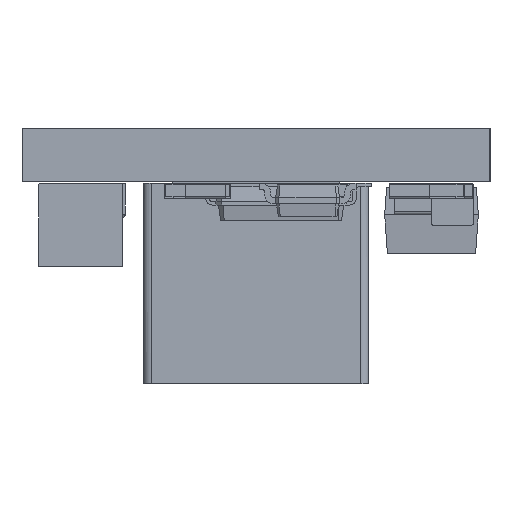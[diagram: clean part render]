
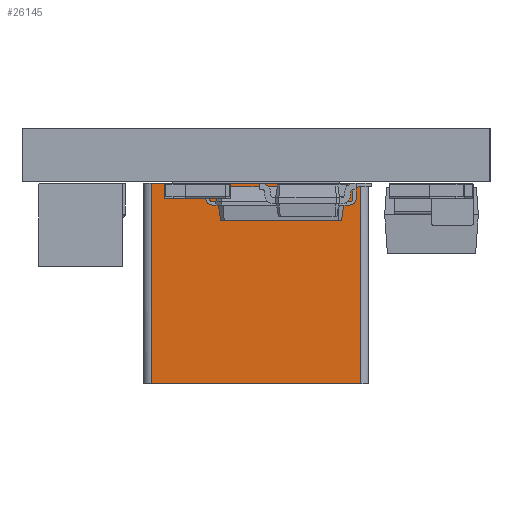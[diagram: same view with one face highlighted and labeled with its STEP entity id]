
A CAD part, left-side view. The second image highlights one B-rep face of the part: STEP entity #26145.
In plain terms, the highlighted free-form (B-spline) face has degree [1, 1] with [2, 2] control points.
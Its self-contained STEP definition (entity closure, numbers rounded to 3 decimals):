
#22669 = B_SPLINE_SURFACE_WITH_KNOTS('',1,1,(
    (#22670,#22671)
    ,(#22672,#22673
    )),.UNSPECIFIED.,.F.,.F.,.F.,(2,2),(2,2),(-6.76,0.),(-6.56,0.),
  .PIECEWISE_BEZIER_KNOTS.);
#22670 = CARTESIAN_POINT('',(-3.28,6.,-3.38));
#22671 = CARTESIAN_POINT('',(3.28,6.,-3.38));
#22672 = CARTESIAN_POINT('',(-3.28,6.,3.38));
#22673 = CARTESIAN_POINT('',(3.28,6.,3.38));
#24023 = VERTEX_POINT('',#24024);
#24024 = CARTESIAN_POINT('',(-3.28,6.,-3.13));
#24038 = ( BOUNDED_SURFACE() B_SPLINE_SURFACE(2,1,(
    (#24039,#24040)
    ,(#24041,#24042)
    ,(#24043,#24044
)),.UNSPECIFIED.,.F.,.F.,.F.) B_SPLINE_SURFACE_WITH_KNOTS((3,3),(2,2),(
    4.712,6.283),(0.,6.),.PIECEWISE_BEZIER_KNOTS.) 
GEOMETRIC_REPRESENTATION_ITEM() RATIONAL_B_SPLINE_SURFACE((
    (1.,1.)
    ,(0.707,0.707)
,(1.,1.))) REPRESENTATION_ITEM('') SURFACE() );
#24039 = CARTESIAN_POINT('',(-3.28,6.,-3.13));
#24040 = CARTESIAN_POINT('',(-3.28,0.,-3.13));
#24041 = CARTESIAN_POINT('',(-3.28,6.,-3.38));
#24042 = CARTESIAN_POINT('',(-3.28,0.,-3.38));
#24043 = CARTESIAN_POINT('',(-3.03,6.,-3.38));
#24044 = CARTESIAN_POINT('',(-3.03,0.,-3.38));
#24052 = EDGE_CURVE('',#24023,#24053,#24055,.T.);
#24053 = VERTEX_POINT('',#24054);
#24054 = CARTESIAN_POINT('',(-3.28,6.,3.13));
#24055 = SURFACE_CURVE('',#24056,(#24059,#24065),.PCURVE_S1.);
#24056 = B_SPLINE_CURVE_WITH_KNOTS('',1,(#24057,#24058),.UNSPECIFIED.,
  .F.,.F.,(2,2),(-6.51,-0.25),.PIECEWISE_BEZIER_KNOTS.);
#24057 = CARTESIAN_POINT('',(-3.28,6.,-3.13));
#24058 = CARTESIAN_POINT('',(-3.28,6.,3.13));
#24059 = PCURVE('',#22669,#24060);
#24060 = DEFINITIONAL_REPRESENTATION('',(#24061),#24064);
#24061 = B_SPLINE_CURVE_WITH_KNOTS('',1,(#24062,#24063),.UNSPECIFIED.,
  .F.,.F.,(2,2),(-6.51,-0.25),.PIECEWISE_BEZIER_KNOTS.);
#24062 = CARTESIAN_POINT('',(-6.51,-6.56));
#24063 = CARTESIAN_POINT('',(-0.25,-6.56));
#24064 = ( GEOMETRIC_REPRESENTATION_CONTEXT(2) 
PARAMETRIC_REPRESENTATION_CONTEXT() REPRESENTATION_CONTEXT('2D SPACE',''
  ) );
#24065 = PCURVE('',#24066,#24071);
#24066 = B_SPLINE_SURFACE_WITH_KNOTS('',1,1,(
    (#24067,#24068)
    ,(#24069,#24070
    )),.UNSPECIFIED.,.F.,.F.,.F.,(2,2),(2,2),(-6.51,-0.25),(-6.,0.),
  .PIECEWISE_BEZIER_KNOTS.);
#24067 = CARTESIAN_POINT('',(-3.28,0.,3.13));
#24068 = CARTESIAN_POINT('',(-3.28,6.,3.13));
#24069 = CARTESIAN_POINT('',(-3.28,0.,-3.13));
#24070 = CARTESIAN_POINT('',(-3.28,6.,-3.13));
#24071 = DEFINITIONAL_REPRESENTATION('',(#24072),#24075);
#24072 = B_SPLINE_CURVE_WITH_KNOTS('',1,(#24073,#24074),.UNSPECIFIED.,
  .F.,.F.,(2,2),(-6.51,-0.25),.PIECEWISE_BEZIER_KNOTS.);
#24073 = CARTESIAN_POINT('',(-0.25,0.));
#24074 = CARTESIAN_POINT('',(-6.51,0.));
#24075 = ( GEOMETRIC_REPRESENTATION_CONTEXT(2) 
PARAMETRIC_REPRESENTATION_CONTEXT() REPRESENTATION_CONTEXT('2D SPACE',''
  ) );
#24093 = ( BOUNDED_SURFACE() B_SPLINE_SURFACE(2,1,(
    (#24094,#24095)
    ,(#24096,#24097)
    ,(#24098,#24099
)),.UNSPECIFIED.,.F.,.F.,.F.) B_SPLINE_SURFACE_WITH_KNOTS((3,3),(2,2),(
    3.142,4.712),(0.,6.),.PIECEWISE_BEZIER_KNOTS.) 
GEOMETRIC_REPRESENTATION_ITEM() RATIONAL_B_SPLINE_SURFACE((
    (1.,1.)
    ,(0.707,0.707)
,(1.,1.))) REPRESENTATION_ITEM('') SURFACE() );
#24094 = CARTESIAN_POINT('',(-3.03,6.,3.38));
#24095 = CARTESIAN_POINT('',(-3.03,0.,3.38));
#24096 = CARTESIAN_POINT('',(-3.28,6.,3.38));
#24097 = CARTESIAN_POINT('',(-3.28,0.,3.38));
#24098 = CARTESIAN_POINT('',(-3.28,6.,3.13));
#24099 = CARTESIAN_POINT('',(-3.28,0.,3.13));
#26032 = B_SPLINE_SURFACE_WITH_KNOTS('',1,1,(
    (#26033,#26034)
    ,(#26035,#26036
    )),.UNSPECIFIED.,.F.,.F.,.F.,(2,2),(2,2),(-6.76,0.),(-6.56,0.),
  .PIECEWISE_BEZIER_KNOTS.);
#26033 = CARTESIAN_POINT('',(-3.28,0.,-3.38));
#26034 = CARTESIAN_POINT('',(3.28,0.,-3.38));
#26035 = CARTESIAN_POINT('',(-3.28,0.,3.38));
#26036 = CARTESIAN_POINT('',(3.28,0.,3.38));
#26145 = ADVANCED_FACE('',(#26146),#24066,.F.);
#26146 = FACE_BOUND('',#26147,.F.);
#26147 = EDGE_LOOP('',(#26148,#26149,#26170,#26190));
#26148 = ORIENTED_EDGE('',*,*,#24052,.T.);
#26149 = ORIENTED_EDGE('',*,*,#26150,.T.);
#26150 = EDGE_CURVE('',#24053,#26151,#26153,.T.);
#26151 = VERTEX_POINT('',#26152);
#26152 = CARTESIAN_POINT('',(-3.28,0.,3.13));
#26153 = SURFACE_CURVE('',#26154,(#26157,#26163),.PCURVE_S1.);
#26154 = B_SPLINE_CURVE_WITH_KNOTS('',1,(#26155,#26156),.UNSPECIFIED.,
  .F.,.F.,(2,2),(0.,6.),.PIECEWISE_BEZIER_KNOTS.);
#26155 = CARTESIAN_POINT('',(-3.28,6.,3.13));
#26156 = CARTESIAN_POINT('',(-3.28,0.,3.13));
#26157 = PCURVE('',#24066,#26158);
#26158 = DEFINITIONAL_REPRESENTATION('',(#26159),#26162);
#26159 = B_SPLINE_CURVE_WITH_KNOTS('',1,(#26160,#26161),.UNSPECIFIED.,
  .F.,.F.,(2,2),(0.,6.),.PIECEWISE_BEZIER_KNOTS.);
#26160 = CARTESIAN_POINT('',(-6.51,0.));
#26161 = CARTESIAN_POINT('',(-6.51,-6.));
#26162 = ( GEOMETRIC_REPRESENTATION_CONTEXT(2) 
PARAMETRIC_REPRESENTATION_CONTEXT() REPRESENTATION_CONTEXT('2D SPACE',''
  ) );
#26163 = PCURVE('',#24093,#26164);
#26164 = DEFINITIONAL_REPRESENTATION('',(#26165),#26169);
#26165 = B_SPLINE_CURVE_WITH_KNOTS('',2,(#26166,#26167,#26168),
  .UNSPECIFIED.,.F.,.F.,(3,3),(0.,6.),.PIECEWISE_BEZIER_KNOTS.);
#26166 = CARTESIAN_POINT('',(4.712,0.));
#26167 = CARTESIAN_POINT('',(4.712,3.));
#26168 = CARTESIAN_POINT('',(4.712,6.));
#26169 = ( GEOMETRIC_REPRESENTATION_CONTEXT(2) 
PARAMETRIC_REPRESENTATION_CONTEXT() REPRESENTATION_CONTEXT('2D SPACE',''
  ) );
#26170 = ORIENTED_EDGE('',*,*,#26171,.T.);
#26171 = EDGE_CURVE('',#26151,#26172,#26174,.T.);
#26172 = VERTEX_POINT('',#26173);
#26173 = CARTESIAN_POINT('',(-3.28,0.,-3.13));
#26174 = SURFACE_CURVE('',#26175,(#26178,#26184),.PCURVE_S1.);
#26175 = B_SPLINE_CURVE_WITH_KNOTS('',1,(#26176,#26177),.UNSPECIFIED.,
  .F.,.F.,(2,2),(-6.51,-0.25),.PIECEWISE_BEZIER_KNOTS.);
#26176 = CARTESIAN_POINT('',(-3.28,0.,3.13));
#26177 = CARTESIAN_POINT('',(-3.28,0.,-3.13));
#26178 = PCURVE('',#24066,#26179);
#26179 = DEFINITIONAL_REPRESENTATION('',(#26180),#26183);
#26180 = B_SPLINE_CURVE_WITH_KNOTS('',1,(#26181,#26182),.UNSPECIFIED.,
  .F.,.F.,(2,2),(-6.51,-0.25),.PIECEWISE_BEZIER_KNOTS.);
#26181 = CARTESIAN_POINT('',(-6.51,-6.));
#26182 = CARTESIAN_POINT('',(-0.25,-6.));
#26183 = ( GEOMETRIC_REPRESENTATION_CONTEXT(2) 
PARAMETRIC_REPRESENTATION_CONTEXT() REPRESENTATION_CONTEXT('2D SPACE',''
  ) );
#26184 = PCURVE('',#26032,#26185);
#26185 = DEFINITIONAL_REPRESENTATION('',(#26186),#26189);
#26186 = B_SPLINE_CURVE_WITH_KNOTS('',1,(#26187,#26188),.UNSPECIFIED.,
  .F.,.F.,(2,2),(-6.51,-0.25),.PIECEWISE_BEZIER_KNOTS.);
#26187 = CARTESIAN_POINT('',(-0.25,-6.56));
#26188 = CARTESIAN_POINT('',(-6.51,-6.56));
#26189 = ( GEOMETRIC_REPRESENTATION_CONTEXT(2) 
PARAMETRIC_REPRESENTATION_CONTEXT() REPRESENTATION_CONTEXT('2D SPACE',''
  ) );
#26190 = ORIENTED_EDGE('',*,*,#26191,.T.);
#26191 = EDGE_CURVE('',#26172,#24023,#26192,.T.);
#26192 = SURFACE_CURVE('',#26193,(#26196,#26202),.PCURVE_S1.);
#26193 = B_SPLINE_CURVE_WITH_KNOTS('',1,(#26194,#26195),.UNSPECIFIED.,
  .F.,.F.,(2,2),(-6.,0.),.PIECEWISE_BEZIER_KNOTS.);
#26194 = CARTESIAN_POINT('',(-3.28,0.,-3.13));
#26195 = CARTESIAN_POINT('',(-3.28,6.,-3.13));
#26196 = PCURVE('',#24066,#26197);
#26197 = DEFINITIONAL_REPRESENTATION('',(#26198),#26201);
#26198 = B_SPLINE_CURVE_WITH_KNOTS('',1,(#26199,#26200),.UNSPECIFIED.,
  .F.,.F.,(2,2),(-6.,0.),.PIECEWISE_BEZIER_KNOTS.);
#26199 = CARTESIAN_POINT('',(-0.25,-6.));
#26200 = CARTESIAN_POINT('',(-0.25,0.));
#26201 = ( GEOMETRIC_REPRESENTATION_CONTEXT(2) 
PARAMETRIC_REPRESENTATION_CONTEXT() REPRESENTATION_CONTEXT('2D SPACE',''
  ) );
#26202 = PCURVE('',#24038,#26203);
#26203 = DEFINITIONAL_REPRESENTATION('',(#26204),#26208);
#26204 = B_SPLINE_CURVE_WITH_KNOTS('',2,(#26205,#26206,#26207),
  .UNSPECIFIED.,.F.,.F.,(3,3),(-6.,0.),.PIECEWISE_BEZIER_KNOTS.);
#26205 = CARTESIAN_POINT('',(4.712,6.));
#26206 = CARTESIAN_POINT('',(4.712,3.));
#26207 = CARTESIAN_POINT('',(4.712,0.));
#26208 = ( GEOMETRIC_REPRESENTATION_CONTEXT(2) 
PARAMETRIC_REPRESENTATION_CONTEXT() REPRESENTATION_CONTEXT('2D SPACE',''
  ) );
